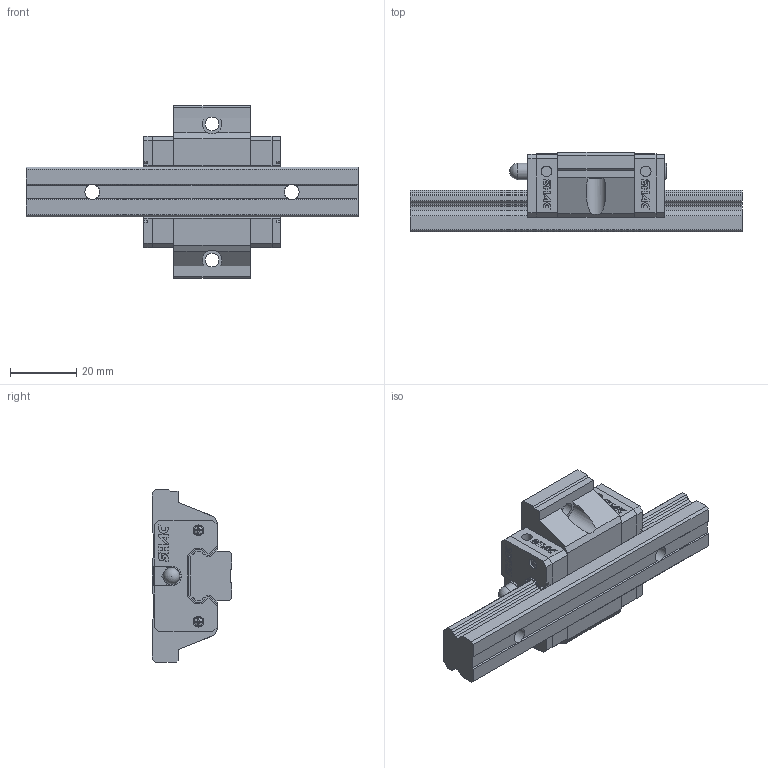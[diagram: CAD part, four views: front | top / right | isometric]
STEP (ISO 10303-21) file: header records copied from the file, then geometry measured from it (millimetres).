
FILE_DESCRIPTION(/* description */ ('STEP AP214'),/* implementation_level */ '2;1');
FILE_NAME(/* name */ 'GEW15SA1U100Z0C-20_20(1_)',/* time_stamp */ '2025-09-08T11:45:36+02:00',/* author */ ('License CC BY-ND 4.0'),/* organization */ ('CADENAS'),/* preprocessor_version */ 'ST-DEVELOPER v19.3',/* originating_system */ 'PARTsolutions',/* authorisation */ ' ');
FILE_SCHEMA (('AUTOMOTIVE_DESIGN {1 0 10303 214 3 1 1}'));
Length unit declared in the file: millimetre
Products named in the file (8): GEW15SA1U100Z0C-20/20(1_); GE15SU100-20/20(2U)_RAIL; GEW15SA_slider; GES15_C; GES15_P; GH15_SCREW; GH15_BOLT; GH15-_G
Assembly tree (12 placements, depth 2):
  GEW15SA1U100Z0C-20/20(1_)
    GE15SU100-20/20(2U)_RAIL
    GEW15SA_slider
    GES15_C  x2
    GES15_P  x2
    GH15_SCREW  x4
    GH15_BOLT
    GH15-_G
Bounding box: 100 x 24 x 52 mm (x, y, z)
Volume: 42798.6 mm3; surface area: 18945.6 mm2
Topology: 12 solids, 12 shells, 730 faces, 1979 edges, 1313 vertices
Faces by surface type: plane 610, cylinder 100, cone 10, sphere 5, torus 5
Full cylindrical faces by diameter (mm): 2.2 x4, 2.64 x4, 3.15 x2, 3.2 x4, 3.23 x4, 4 x2, 4.134 x2, 4.3 x2, 4.5 x2, 5 x1, 5.5 x1, 7.5 x2
Entity records: 13578 total; most frequent: CARTESIAN_POINT 2397, ORIENTED_EDGE 2284, DIRECTION 2179, EDGE_CURVE 1142, LINE 973, VECTOR 973, VERTEX_POINT 773, AXIS2_PLACEMENT_3D 603
